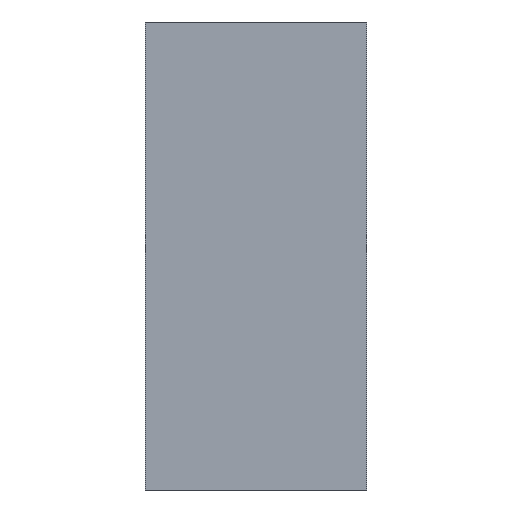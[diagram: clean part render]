
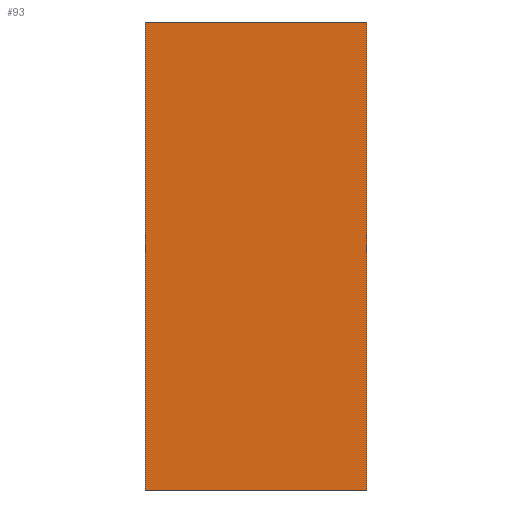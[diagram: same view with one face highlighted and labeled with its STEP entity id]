
A CAD part, left-side view. The second image highlights one B-rep face of the part: STEP entity #93.
In plain terms, the highlighted planar face has unit normal (-1, 0, 0).
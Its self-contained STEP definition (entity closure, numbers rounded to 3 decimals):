
#93=ADVANCED_FACE('',(#176),#177,.F.);
#176=FACE_OUTER_BOUND('',#245,.T.);
#177=PLANE('',#246);
#245=EDGE_LOOP('',(#309,#310,#311,#312));
#246=AXIS2_PLACEMENT_3D('',#313,#314,#315);
#309=ORIENTED_EDGE('',*,*,#349,.T.);
#310=ORIENTED_EDGE('',*,*,#370,.F.);
#311=ORIENTED_EDGE('',*,*,#360,.F.);
#312=ORIENTED_EDGE('',*,*,#367,.T.);
#313=CARTESIAN_POINT('',(-98.0,-80.0,-132.0));
#314=DIRECTION('',(1.0,0.,0.));
#315=DIRECTION('',(0.,0.,1.0));
#349=EDGE_CURVE('',#382,#380,#383,.T.);
#360=EDGE_CURVE('',#400,#402,#403,.T.);
#367=EDGE_CURVE('',#400,#382,#413,.T.);
#370=EDGE_CURVE('',#402,#380,#416,.T.);
#380=VERTEX_POINT('',#427);
#382=VERTEX_POINT('',#430);
#383=LINE('',#431,#432);
#400=VERTEX_POINT('',#451);
#402=VERTEX_POINT('',#454);
#403=LINE('',#455,#456);
#413=LINE('',#467,#468);
#416=LINE('',#472,#473);
#427=CARTESIAN_POINT('',(-98.0,-62.0,-56.0));
#430=CARTESIAN_POINT('',(-98.0,-98.0,-56.0));
#431=CARTESIAN_POINT('',(-98.0,-80.0,-56.0));
#432=VECTOR('',#482,1.0);
#451=CARTESIAN_POINT('',(-98.0,-98.0,-132.0));
#454=CARTESIAN_POINT('',(-98.0,-62.0,-132.0));
#455=CARTESIAN_POINT('',(-98.0,-80.0,-132.0));
#456=VECTOR('',#501,1.0);
#467=CARTESIAN_POINT('',(-98.0,-98.0,-132.0));
#468=VECTOR('',#512,1.0);
#472=CARTESIAN_POINT('',(-98.0,-62.0,-132.0));
#473=VECTOR('',#514,1.0);
#482=DIRECTION('',(0.,1.0,0.0));
#501=DIRECTION('',(0.,1.0,0.0));
#512=DIRECTION('',(0.,0.,1.0));
#514=DIRECTION('',(0.,0.,1.0));
